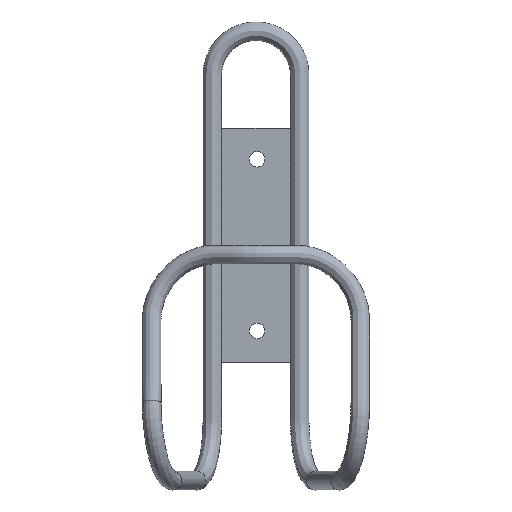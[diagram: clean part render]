
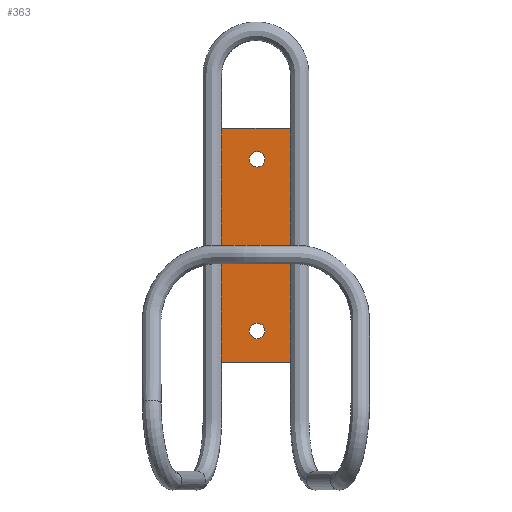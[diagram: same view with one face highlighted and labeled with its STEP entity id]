
A CAD part, front view. The second image highlights one B-rep face of the part: STEP entity #363.
In plain terms, the highlighted planar face has unit normal (0, -1, 0).
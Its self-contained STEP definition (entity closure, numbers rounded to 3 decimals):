
#35=FACE_BOUND('',#83,.T.);
#36=FACE_BOUND('',#84,.T.);
#41=CIRCLE('',#387,2.5);
#42=CIRCLE('',#388,2.5);
#61=FACE_OUTER_BOUND('',#82,.T.);
#82=EDGE_LOOP('',(#250,#251,#252,#253));
#83=EDGE_LOOP('',(#254));
#84=EDGE_LOOP('',(#255));
#111=LINE('',#550,#123);
#112=LINE('',#562,#124);
#123=VECTOR('',#431,1.);
#124=VECTOR('',#434,1.);
#134=B_SPLINE_CURVE_WITH_KNOTS('',3,(#553,#554,#555,#556),.UNSPECIFIED.,
 .F.,.F.,(4,4),(-75.05,-0.05),.UNSPECIFIED.);
#135=B_SPLINE_CURVE_WITH_KNOTS('',3,(#558,#559,#560,#561),.UNSPECIFIED.,
 .F.,.F.,(4,4),(-75.05,-0.05),.UNSPECIFIED.);
#154=VERTEX_POINT('',#519);
#158=VERTEX_POINT('',#536);
#159=VERTEX_POINT('',#552);
#160=VERTEX_POINT('',#557);
#161=VERTEX_POINT('',#563);
#162=VERTEX_POINT('',#565);
#193=EDGE_CURVE('',#154,#158,#111,.T.);
#194=EDGE_CURVE('',#154,#159,#134,.T.);
#195=EDGE_CURVE('',#160,#158,#135,.T.);
#196=EDGE_CURVE('',#160,#159,#112,.T.);
#197=EDGE_CURVE('',#161,#161,#41,.T.);
#198=EDGE_CURVE('',#162,#162,#42,.T.);
#250=ORIENTED_EDGE('',*,*,#194,.F.);
#251=ORIENTED_EDGE('',*,*,#193,.T.);
#252=ORIENTED_EDGE('',*,*,#195,.F.);
#253=ORIENTED_EDGE('',*,*,#196,.T.);
#254=ORIENTED_EDGE('',*,*,#197,.T.);
#255=ORIENTED_EDGE('',*,*,#198,.T.);
#357=PLANE('',#386);
#363=ADVANCED_FACE('',(#61,#35,#36),#357,.T.);
#386=AXIS2_PLACEMENT_3D('',#551,#432,#433);
#387=AXIS2_PLACEMENT_3D('',#564,#435,#436);
#388=AXIS2_PLACEMENT_3D('',#566,#437,#438);
#431=DIRECTION('',(1.,0.,0.));
#432=DIRECTION('center_axis',(0.,-1.,0.));
#433=DIRECTION('ref_axis',(0.,0.,1.));
#434=DIRECTION('',(-1.,0.,0.));
#435=DIRECTION('center_axis',(0.,1.,0.));
#436=DIRECTION('ref_axis',(1.,0.,0.));
#437=DIRECTION('center_axis',(0.,1.,0.));
#438=DIRECTION('ref_axis',(1.,0.,0.));
#519=CARTESIAN_POINT('',(-171.979,148.883,-10.));
#536=CARTESIAN_POINT('',(-148.723,148.883,-10.));
#550=CARTESIAN_POINT('',(-146.012,148.883,-10.));
#551=CARTESIAN_POINT('Origin',(-160.012,148.883,27.5));
#552=CARTESIAN_POINT('',(-171.979,148.883,65.));
#553=CARTESIAN_POINT('Ctrl Pts',(-171.979,148.883,-10.));
#554=CARTESIAN_POINT('Ctrl Pts',(-171.979,148.883,15.));
#555=CARTESIAN_POINT('Ctrl Pts',(-171.979,148.883,40.));
#556=CARTESIAN_POINT('Ctrl Pts',(-171.979,148.883,65.));
#557=CARTESIAN_POINT('',(-148.723,148.883,65.));
#558=CARTESIAN_POINT('Ctrl Pts',(-148.723,148.883,65.));
#559=CARTESIAN_POINT('Ctrl Pts',(-148.723,148.883,40.));
#560=CARTESIAN_POINT('Ctrl Pts',(-148.723,148.883,15.));
#561=CARTESIAN_POINT('Ctrl Pts',(-148.723,148.883,-10.));
#562=CARTESIAN_POINT('',(-174.012,148.883,65.));
#563=CARTESIAN_POINT('',(-162.512,148.883,0.));
#564=CARTESIAN_POINT('Origin',(-160.012,148.883,0.));
#565=CARTESIAN_POINT('',(-162.512,148.883,55.));
#566=CARTESIAN_POINT('Origin',(-160.012,148.883,55.));
